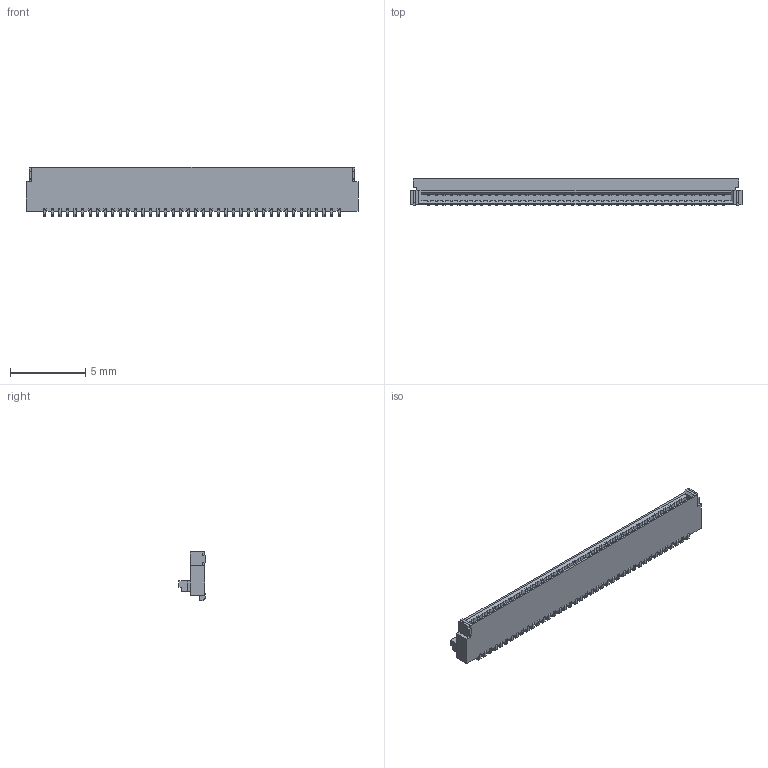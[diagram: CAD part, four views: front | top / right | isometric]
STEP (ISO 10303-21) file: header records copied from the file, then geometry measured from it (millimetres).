
FILE_DESCRIPTION( ( 'STEP AP203' ), '1' );
FILE_NAME( 'FFC2B28-40-G.stp', '2021-12-05T05:02:56', ( 'License CC BY-ND 4.0' ), ( 'CADENAS' ), ' ', 'PARTsolutions', ' ' );
FILE_SCHEMA( ( 'CONFIG_CONTROL_DESIGN' ) );
Length unit declared in the file: millimetre
Products named in the file (6): FFC2B28-40-G; _FFC2B28-40-G_D; _FFC2B28-40-G_H; _FFC2B28-G_P; _FFC2B28-40-G_C; _FFC2B28_SP
Assembly tree (45 placements, depth 2):
  FFC2B28-40-G
    _FFC2B28-40-G_D
    _FFC2B28-40-G_H
    _FFC2B28-G_P  x40
    _FFC2B28-40-G_C
    _FFC2B28_SP  x2
Bounding box: 22 x 1.75 x 3.25 mm (x, y, z)
Volume: 54.1 mm3; surface area: 485.2 mm2
Topology: 44 solids, 44 shells, 2643 faces, 7695 edges, 5023 vertices
Faces by surface type: plane 2272, cylinder 371
Entity records: 35963 total; most frequent: ORIENTED_EDGE 6432, CARTESIAN_POINT 6369, DIRECTION 5484, EDGE_CURVE 3216, LINE 3180, VECTOR 3180, VERTEX_POINT 2036, EDGE_LOOP 1192
